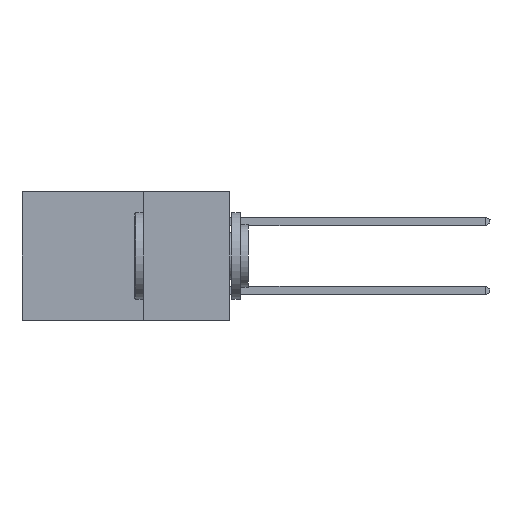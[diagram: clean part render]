
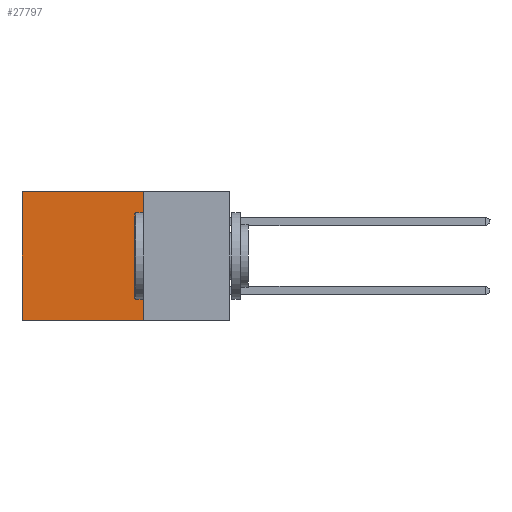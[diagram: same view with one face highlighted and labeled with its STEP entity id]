
A CAD part, left-side view. The second image highlights one B-rep face of the part: STEP entity #27797.
In plain terms, the highlighted planar face has unit normal (-1, 0, 0).
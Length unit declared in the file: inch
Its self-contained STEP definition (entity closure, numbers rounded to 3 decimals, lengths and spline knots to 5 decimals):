
#553 = VECTOR ( 'NONE', #10810, 39.37008 ) ;
#1260 = DIRECTION ( 'NONE',  ( 0., 1., 0. ) ) ;
#1847 = CARTESIAN_POINT ( 'NONE',  ( 0.298, 0.25, 0. ) ) ;
#4935 = EDGE_CURVE ( 'NONE', #14303, #19960, #23170, .T. ) ;
#5511 = CARTESIAN_POINT ( 'NONE',  ( 0.298, 0.25, -0.37 ) ) ;
#5866 = VERTEX_POINT ( 'NONE', #13210 ) ;
#6499 = CARTESIAN_POINT ( 'NONE',  ( 0.298, 0.6, 0. ) ) ;
#7142 = LINE ( 'NONE', #5511, #21078 ) ;
#8157 = CARTESIAN_POINT ( 'NONE',  ( 0.298, 0.25, 0. ) ) ;
#9084 = ORIENTED_EDGE ( 'NONE', *, *, #13053, .T. ) ;
#9742 = DIRECTION ( 'NONE',  ( 0., 0., -1. ) ) ;
#10810 = DIRECTION ( 'NONE',  ( 0., 0., -1. ) ) ;
#11632 = ORIENTED_EDGE ( 'NONE', *, *, #14064, .F. ) ;
#13053 = EDGE_CURVE ( 'NONE', #22206, #14303, #16527, .T. ) ;
#13210 = CARTESIAN_POINT ( 'NONE',  ( 0.298, 0.25, -0.37 ) ) ;
#13268 = DIRECTION ( 'NONE',  ( 0., 1., 0. ) ) ;
#14064 = EDGE_CURVE ( 'NONE', #22206, #5866, #17435, .T. ) ;
#14133 = AXIS2_PLACEMENT_3D ( 'NONE', #1847, #29723, #9742 ) ;
#14303 = VERTEX_POINT ( 'NONE', #6499 ) ;
#16527 = LINE ( 'NONE', #32259, #30891 ) ;
#16879 = EDGE_LOOP ( 'NONE', ( #20837, #18636, #11632, #9084 ) ) ;
#17435 = LINE ( 'NONE', #8157, #553 ) ;
#18636 = ORIENTED_EDGE ( 'NONE', *, *, #26210, .F. ) ;
#18858 = CARTESIAN_POINT ( 'NONE',  ( 0.298, 0.25, 0. ) ) ;
#18957 = FACE_OUTER_BOUND ( 'NONE', #16879, .T. ) ;
#19960 = VERTEX_POINT ( 'NONE', #22507 ) ;
#20569 = CARTESIAN_POINT ( 'NONE',  ( 0.298, 0.6, 0. ) ) ;
#20837 = ORIENTED_EDGE ( 'NONE', *, *, #4935, .T. ) ;
#21078 = VECTOR ( 'NONE', #13268, 39.37008 ) ;
#22165 = PLANE ( 'NONE',  #14133 ) ;
#22206 = VERTEX_POINT ( 'NONE', #18858 ) ;
#22507 = CARTESIAN_POINT ( 'NONE',  ( 0.298, 0.6, -0.37 ) ) ;
#22790 = VECTOR ( 'NONE', #25702, 39.37008 ) ;
#23170 = LINE ( 'NONE', #20569, #22790 ) ;
#25702 = DIRECTION ( 'NONE',  ( 0., 0., -1. ) ) ;
#26210 = EDGE_CURVE ( 'NONE', #5866, #19960, #7142, .T. ) ;
#27797 = ADVANCED_FACE ( 'NONE', ( #18957 ), #22165, .F. ) ;
#29723 = DIRECTION ( 'NONE',  ( 1., 0., 0. ) ) ;
#30891 = VECTOR ( 'NONE', #1260, 39.37008 ) ;
#32259 = CARTESIAN_POINT ( 'NONE',  ( 0.298, 0.25, 0. ) ) ;
